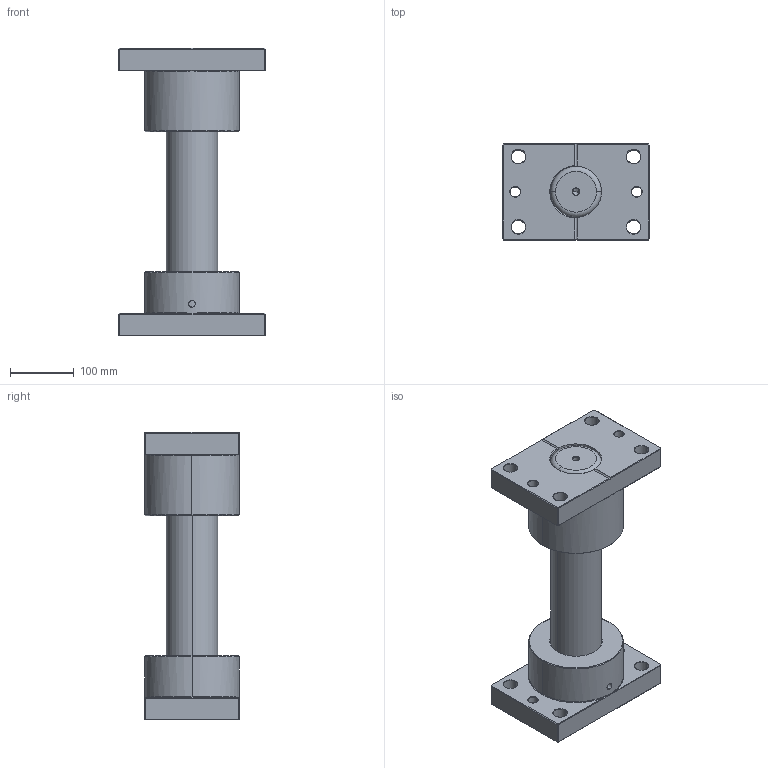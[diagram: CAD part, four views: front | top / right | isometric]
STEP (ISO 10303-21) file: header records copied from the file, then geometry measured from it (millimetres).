
FILE_DESCRIPTION (( 'STEP AP214' ), '1' );
FILE_NAME ('HYZP-D80-L450.STEP', '2021-09-18T11:40:02', ( 'User' ), ( 'china' ), 'SwSTEP 2.0', 'SolidWorks 2016', '' );
FILE_SCHEMA (( 'AUTOMOTIVE_DESIGN' ));
Length unit declared in the file: millimetre
Products named in the file (4): SBZP-D80; MGP-D80-L450; MGHP-D80; HYZP-D80-L450
Assembly tree (3 placements, depth 2):
  HYZP-D80-L450
    MGHP-D80
    MGP-D80-L450
    SBZP-D80
Bounding box: 230 x 150 x 450 mm (x, y, z)
Volume: 6118497.6 mm3; surface area: 443104.3 mm2
Topology: 3 solids, 3 shells, 235 faces, 547 edges, 311 vertices
Faces by surface type: plane 72, cone 69, cylinder 66, torus 20, bspline 8
Entity records: 7200 total; most frequent: CARTESIAN_POINT 1595, DIRECTION 1212, ORIENTED_EDGE 1074, EDGE_CURVE 537, AXIS2_PLACEMENT_3D 462, VERTEX_POINT 311, VECTOR 288, LINE 288
